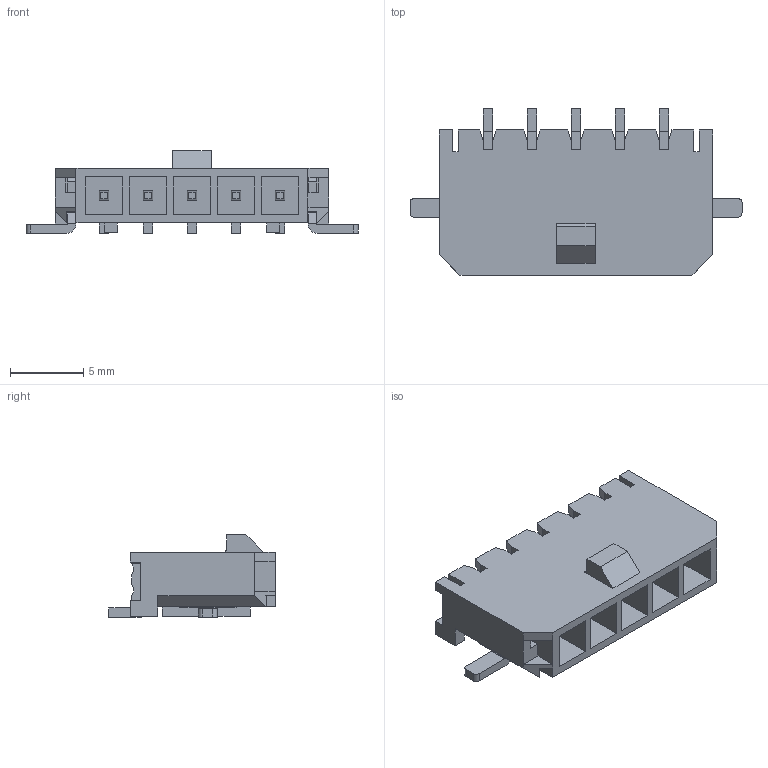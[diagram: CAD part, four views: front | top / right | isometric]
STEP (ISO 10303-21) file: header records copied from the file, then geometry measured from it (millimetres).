
FILE_DESCRIPTION( ( 'Unknown' ), '1' );
FILE_NAME( '662105145021.stp', 'Unknown', ( 'Unknown' ), ( 'Unknown' ), 'PSStep 15.0.49', 'Unknown', ' ' );
FILE_SCHEMA( ( 'AUTOMOTIVE_DESIGN { 1 0 10303 214 1 1 1 1 }' ) );
Length unit declared in the file: millimetre
Products named in the file (4): Assem1; 662105145021; 6621xx145021_PIN; 6621xx145021_MASSE
Assembly tree (8 placements, depth 2):
  Assem1
    662105145021
    6621xx145021_PIN  x5
    6621xx145021_MASSE  x2
Bounding box: 22.65 x 11.35 x 5.64 mm (x, y, z)
Volume: 454.3 mm3; surface area: 1300.5 mm2
Topology: 8 solids, 8 shells, 369 faces, 1016 edges, 658 vertices
Faces by surface type: plane 354, cylinder 15
Full cylindrical faces by diameter (mm): 0.8 x2
Entity records: 9968 total; most frequent: CARTESIAN_POINT 1415, ORIENTED_EDGE 1404, DIRECTION 1232, EDGE_CURVE 702, LINE 686, VECTOR 686, VERTEX_POINT 456, AXIS2_PLACEMENT_3D 273
